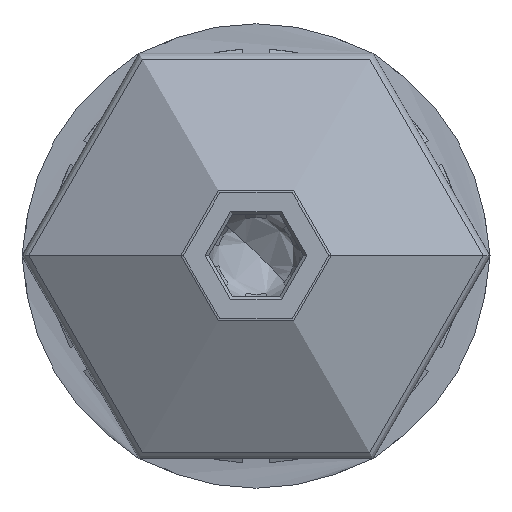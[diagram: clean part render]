
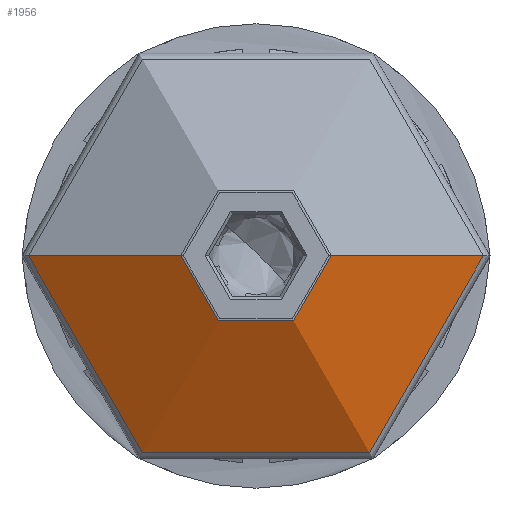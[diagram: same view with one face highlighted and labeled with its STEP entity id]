
A CAD part, top view. The second image highlights one B-rep face of the part: STEP entity #1956.
In plain terms, the highlighted conical face has half-angle 64.29 degrees and reference radius 38.368 mm.
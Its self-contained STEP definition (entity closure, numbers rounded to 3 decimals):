
#2 = VECTOR ( 'NONE', #740, 1000. ) ;
#7 = AXIS2_PLACEMENT_3D ( 'NONE', #4258, #6005, #2536 ) ;
#177 = CARTESIAN_POINT ( 'NONE',  ( -38.368, 0., 5.545 ) ) ;
#559 = ORIENTED_EDGE ( 'NONE', *, *, #1495, .T. ) ;
#740 = DIRECTION ( 'NONE',  ( -0.901, 0., -0.434 ) ) ;
#1119 = ORIENTED_EDGE ( 'NONE', *, *, #2712, .T. ) ;
#1137 = CONICAL_SURFACE ( 'NONE', #7, 38.368, 1.122 ) ;
#1221 = DIRECTION ( 'NONE',  ( -1., 0., 0. ) ) ;
#1439 = DIRECTION ( 'NONE',  ( -1., 0., 0. ) ) ;
#1495 = EDGE_CURVE ( 'NONE', #6151, #3014, #2228, .T. ) ;
#1852 = EDGE_LOOP ( 'NONE', ( #4421, #1119, #7362, #559 ) ) ;
#1956 = ADVANCED_FACE ( 'NONE', ( #3324 ), #1137, .T. ) ;
#2097 = LINE ( 'NONE', #177, #2 ) ;
#2151 = CARTESIAN_POINT ( 'NONE',  ( 12.706, 0., 17.901 ) ) ;
#2228 = CIRCLE ( 'NONE', #6138, 38.368 ) ;
#2536 = DIRECTION ( 'NONE',  ( -1., 0., 0. ) ) ;
#2639 = CARTESIAN_POINT ( 'NONE',  ( -12.706, 0., 17.901 ) ) ;
#2712 = EDGE_CURVE ( 'NONE', #5580, #6859, #6767, .T. ) ;
#3014 = VERTEX_POINT ( 'NONE', #7312 ) ;
#3046 = VECTOR ( 'NONE', #6117, 1000. ) ;
#3117 = DIRECTION ( 'NONE',  ( 0., 0., -1. ) ) ;
#3324 = FACE_OUTER_BOUND ( 'NONE', #1852, .T. ) ;
#4076 = CARTESIAN_POINT ( 'NONE',  ( 0., 0., 5.545 ) ) ;
#4258 = CARTESIAN_POINT ( 'NONE',  ( 0., 0., 5.545 ) ) ;
#4367 = AXIS2_PLACEMENT_3D ( 'NONE', #5441, #3117, #1439 ) ;
#4421 = ORIENTED_EDGE ( 'NONE', *, *, #5502, .F. ) ;
#4534 = EDGE_CURVE ( 'NONE', #6859, #6151, #2097, .T. ) ;
#5148 = CARTESIAN_POINT ( 'NONE',  ( -38.368, 0., 5.545 ) ) ;
#5441 = CARTESIAN_POINT ( 'NONE',  ( 0., 0., 17.901 ) ) ;
#5502 = EDGE_CURVE ( 'NONE', #5580, #3014, #6268, .T. ) ;
#5580 = VERTEX_POINT ( 'NONE', #2151 ) ;
#5771 = DIRECTION ( 'NONE',  ( 0., 0., 1. ) ) ;
#6005 = DIRECTION ( 'NONE',  ( 0., 0., -1. ) ) ;
#6117 = DIRECTION ( 'NONE',  ( 0.901, 0., -0.434 ) ) ;
#6138 = AXIS2_PLACEMENT_3D ( 'NONE', #4076, #5771, #1221 ) ;
#6139 = CARTESIAN_POINT ( 'NONE',  ( 38.368, 0., 5.545 ) ) ;
#6151 = VERTEX_POINT ( 'NONE', #5148 ) ;
#6268 = LINE ( 'NONE', #6139, #3046 ) ;
#6767 = CIRCLE ( 'NONE', #4367, 12.706 ) ;
#6859 = VERTEX_POINT ( 'NONE', #2639 ) ;
#7312 = CARTESIAN_POINT ( 'NONE',  ( 38.368, 0., 5.545 ) ) ;
#7362 = ORIENTED_EDGE ( 'NONE', *, *, #4534, .T. ) ;
